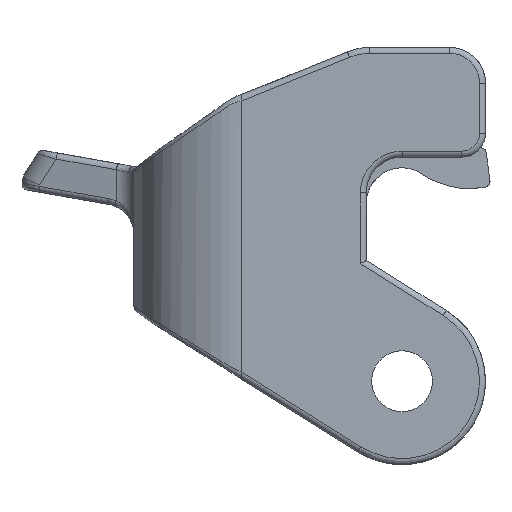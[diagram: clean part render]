
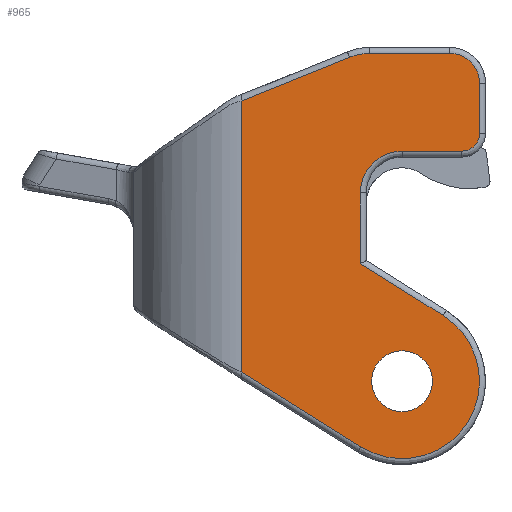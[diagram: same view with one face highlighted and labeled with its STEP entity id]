
A CAD part, left-side view. The second image highlights one B-rep face of the part: STEP entity #965.
In plain terms, the highlighted planar face has unit normal (-1, 0, 0).
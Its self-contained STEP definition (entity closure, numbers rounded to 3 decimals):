
#719=FACE_BOUND('',#1524,.T.);
#720=FACE_BOUND('',#1525,.T.);
#757=PLANE('',#5832);
#965=ADVANCED_FACE('',(#719,#720),#757,.T.);
#1524=EDGE_LOOP('',(#2219));
#1525=EDGE_LOOP('',(#2220,#2221,#2222,#2223,#2224,#2225,#2226,#2227,#2228,
#2229,#2230,#2231,#2232));
#2219=ORIENTED_EDGE('',*,*,#3658,.T.);
#2220=ORIENTED_EDGE('',*,*,#3659,.T.);
#2221=ORIENTED_EDGE('',*,*,#3657,.T.);
#2222=ORIENTED_EDGE('',*,*,#3654,.T.);
#2223=ORIENTED_EDGE('',*,*,#3651,.T.);
#2224=ORIENTED_EDGE('',*,*,#3648,.T.);
#2225=ORIENTED_EDGE('',*,*,#3645,.T.);
#2226=ORIENTED_EDGE('',*,*,#3454,.T.);
#2227=ORIENTED_EDGE('',*,*,#3456,.T.);
#2228=ORIENTED_EDGE('',*,*,#3459,.T.);
#2229=ORIENTED_EDGE('',*,*,#3627,.T.);
#2230=ORIENTED_EDGE('',*,*,#3630,.T.);
#2231=ORIENTED_EDGE('',*,*,#3439,.T.);
#2232=ORIENTED_EDGE('',*,*,#3660,.T.);
#3045=VERTEX_POINT('',#7972);
#3047=VERTEX_POINT('',#7976);
#3057=VERTEX_POINT('',#8056);
#3058=VERTEX_POINT('',#8058);
#3059=VERTEX_POINT('',#8062);
#3061=VERTEX_POINT('',#8098);
#3153=VERTEX_POINT('',#9321);
#3162=VERTEX_POINT('',#9416);
#3164=VERTEX_POINT('',#9445);
#3166=VERTEX_POINT('',#9451);
#3168=VERTEX_POINT('',#9481);
#3170=VERTEX_POINT('',#9487);
#3171=VERTEX_POINT('',#9516);
#3172=VERTEX_POINT('',#9518);
#3439=EDGE_CURVE('',#3045,#3047,#4052,.T.);
#3454=EDGE_CURVE('',#3057,#3058,#4596,.T.);
#3456=EDGE_CURVE('',#3058,#3059,#4061,.T.);
#3459=EDGE_CURVE('',#3059,#3061,#4598,.T.);
#3627=EDGE_CURVE('',#3061,#3153,#4674,.T.);
#3630=EDGE_CURVE('',#3153,#3045,#4676,.T.);
#3645=EDGE_CURVE('',#3162,#3057,#4102,.T.);
#3648=EDGE_CURVE('',#3164,#3162,#4685,.T.);
#3651=EDGE_CURVE('',#3166,#3164,#4106,.T.);
#3654=EDGE_CURVE('',#3168,#3166,#4687,.T.);
#3657=EDGE_CURVE('',#3170,#3168,#4110,.T.);
#3658=EDGE_CURVE('',#3171,#3171,#4111,.T.);
#3659=EDGE_CURVE('',#3172,#3170,#4688,.T.);
#3660=EDGE_CURVE('',#3047,#3172,#4689,.T.);
#4052=CIRCLE('',#5724,6.5);
#4061=CIRCLE('',#5737,4.5);
#4102=CIRCLE('',#5820,2.5);
#4106=CIRCLE('',#5825,1.5);
#4110=CIRCLE('',#5830,3.5);
#4111=CIRCLE('',#5831,2.55);
#4596=LINE('',#8059,#5081);
#4598=LINE('',#8099,#5083);
#4674=LINE('',#9322,#5165);
#4676=LINE('',#9385,#5167);
#4685=LINE('',#9447,#5176);
#4687=LINE('',#9483,#5178);
#4688=LINE('',#9517,#5179);
#4689=LINE('',#9519,#5180);
#5081=VECTOR('',#6280,1.);
#5083=VECTOR('',#6288,1.);
#5165=VECTOR('',#6512,1.);
#5167=VECTOR('',#6514,1.);
#5176=VECTOR('',#6549,1.);
#5178=VECTOR('',#6561,1.);
#5179=VECTOR('',#6572,1.);
#5180=VECTOR('',#6573,1.);
#5724=AXIS2_PLACEMENT_3D('',#7977,#6252,#6253);
#5737=AXIS2_PLACEMENT_3D('',#8063,#6285,#6286);
#5820=AXIS2_PLACEMENT_3D('',#9417,#6544,#6545);
#5825=AXIS2_PLACEMENT_3D('',#9453,#6556,#6557);
#5830=AXIS2_PLACEMENT_3D('',#9489,#6568,#6569);
#5831=AXIS2_PLACEMENT_3D('',#9515,#6570,#6571);
#5832=AXIS2_PLACEMENT_3D('',#9520,#6574,#6575);
#6252=DIRECTION('',(-1.,0.,0.));
#6253=DIRECTION('',(0.,0.53,-0.848));
#6280=DIRECTION('',(0.,1.,0.));
#6285=DIRECTION('',(-1.,0.,0.));
#6286=DIRECTION('',(0.,0.,1.));
#6288=DIRECTION('',(0.,0.927,-0.374));
#6512=DIRECTION('',(0.,0.,-1.));
#6514=DIRECTION('',(0.,-0.848,-0.53));
#6544=DIRECTION('',(-1.,0.,0.));
#6545=DIRECTION('',(0.,-1.,0.));
#6549=DIRECTION('',(0.,0.,1.));
#6556=DIRECTION('',(-1.,0.,0.));
#6557=DIRECTION('',(0.,0.,-1.));
#6561=DIRECTION('',(0.,-1.,0.));
#6568=DIRECTION('',(1.,0.,0.));
#6569=DIRECTION('',(0.,1.,0.));
#6570=DIRECTION('',(1.,0.,0.));
#6571=DIRECTION('',(0.,-1.,0.));
#6572=DIRECTION('',(0.,0.,1.));
#6573=DIRECTION('',(0.,0.848,0.53));
#6574=DIRECTION('',(-1.,0.,0.));
#6575=DIRECTION('',(0.,0.,1.));
#7972=CARTESIAN_POINT('',(-34.,3.447,-5.511));
#7976=CARTESIAN_POINT('',(-34.,-3.447,5.511));
#7977=CARTESIAN_POINT('',(-34.,0.,0.));
#8056=CARTESIAN_POINT('',(-34.,-4.012,27.498));
#8058=CARTESIAN_POINT('',(-34.,2.705,27.501));
#8059=CARTESIAN_POINT('',(-34.,-4.012,27.498));
#8062=CARTESIAN_POINT('',(-34.,4.391,27.174));
#8063=CARTESIAN_POINT('',(-34.,2.707,23.001));
#8098=CARTESIAN_POINT('',(-34.,13.49,23.503));
#8099=CARTESIAN_POINT('',(-34.,4.391,27.174));
#9321=CARTESIAN_POINT('',(-34.,13.5,0.777));
#9322=CARTESIAN_POINT('',(-34.,13.49,23.503));
#9385=CARTESIAN_POINT('',(-34.,13.5,0.777));
#9416=CARTESIAN_POINT('',(-34.,-6.511,24.997));
#9417=CARTESIAN_POINT('',(-34.,-4.011,24.998));
#9445=CARTESIAN_POINT('',(-34.,-6.509,20.797));
#9447=CARTESIAN_POINT('',(-34.,-6.509,20.797));
#9451=CARTESIAN_POINT('',(-34.,-5.009,19.298));
#9453=CARTESIAN_POINT('',(-34.,-5.009,20.798));
#9481=CARTESIAN_POINT('',(-34.,-0.009,19.3));
#9483=CARTESIAN_POINT('',(-34.,-0.009,19.3));
#9487=CARTESIAN_POINT('',(-34.,3.493,15.802));
#9489=CARTESIAN_POINT('',(-34.,-0.007,15.8));
#9515=CARTESIAN_POINT('',(-34.,0.,0.));
#9516=CARTESIAN_POINT('',(-34.,-2.55,-0.001));
#9517=CARTESIAN_POINT('',(-34.,3.496,9.853));
#9518=CARTESIAN_POINT('',(-34.,3.496,9.853));
#9519=CARTESIAN_POINT('',(-34.,-3.447,5.511));
#9520=CARTESIAN_POINT('',(-34.,-7.734,-7.878));
